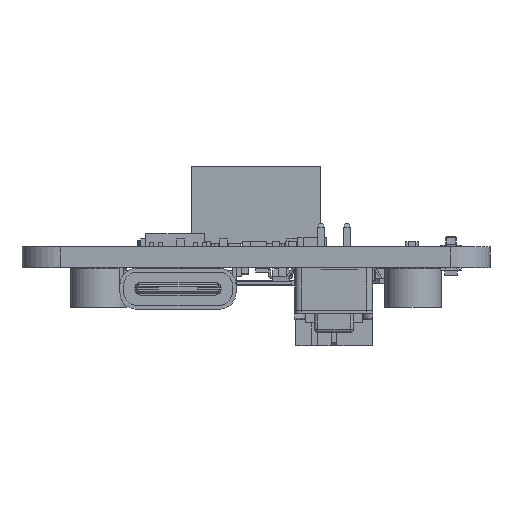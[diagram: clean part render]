
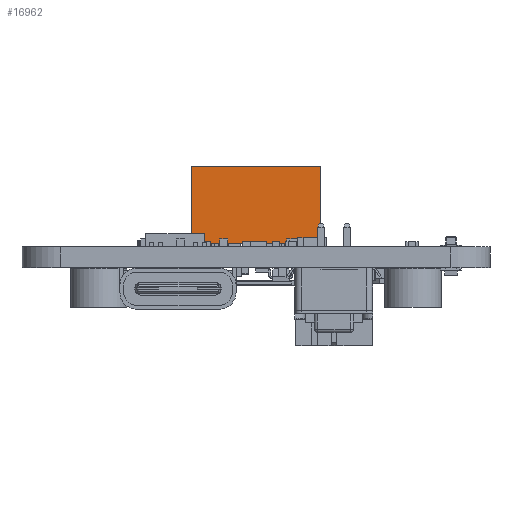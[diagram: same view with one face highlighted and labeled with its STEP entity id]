
A CAD part, left-side view. The second image highlights one B-rep face of the part: STEP entity #16962.
In plain terms, the highlighted planar face has unit normal (-1, 0, 0).
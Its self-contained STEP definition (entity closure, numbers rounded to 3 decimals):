
#16937 = VERTEX_POINT('',#16938);
#16938 = CARTESIAN_POINT('',(42.901,13.001,
    6.18));
#16944 = EDGE_CURVE('',#16945,#16937,#16947,.T.);
#16945 = VERTEX_POINT('',#16946);
#16946 = CARTESIAN_POINT('',(42.901,13.001,
    0.254));
#16947 = LINE('',#16948,#16949);
#16948 = CARTESIAN_POINT('',(42.901,13.001,
    0.254));
#16949 = VECTOR('',#16950,1.);
#16950 = DIRECTION('',(0.,0.,1.));
#16962 = ADVANCED_FACE('',(#16963),#16988,.T.);
#16963 = FACE_BOUND('',#16964,.T.);
#16964 = EDGE_LOOP('',(#16965,#16966,#16974,#16982));
#16965 = ORIENTED_EDGE('',*,*,#16944,.T.);
#16966 = ORIENTED_EDGE('',*,*,#16967,.T.);
#16967 = EDGE_CURVE('',#16937,#16968,#16970,.T.);
#16968 = VERTEX_POINT('',#16969);
#16969 = CARTESIAN_POINT('',(42.901,22.999,
    6.18));
#16970 = LINE('',#16971,#16972);
#16971 = CARTESIAN_POINT('',(42.901,13.001,
    6.18));
#16972 = VECTOR('',#16973,1.);
#16973 = DIRECTION('',(0.,1.,0.));
#16974 = ORIENTED_EDGE('',*,*,#16975,.F.);
#16975 = EDGE_CURVE('',#16976,#16968,#16978,.T.);
#16976 = VERTEX_POINT('',#16977);
#16977 = CARTESIAN_POINT('',(42.901,22.999,
    0.254));
#16978 = LINE('',#16979,#16980);
#16979 = CARTESIAN_POINT('',(42.901,22.999,
    0.254));
#16980 = VECTOR('',#16981,1.);
#16981 = DIRECTION('',(0.,0.,1.));
#16982 = ORIENTED_EDGE('',*,*,#16983,.F.);
#16983 = EDGE_CURVE('',#16945,#16976,#16984,.T.);
#16984 = LINE('',#16985,#16986);
#16985 = CARTESIAN_POINT('',(42.901,13.001,
    0.254));
#16986 = VECTOR('',#16987,1.);
#16987 = DIRECTION('',(0.,1.,0.));
#16988 = PLANE('',#16989);
#16989 = AXIS2_PLACEMENT_3D('',#16990,#16991,#16992);
#16990 = CARTESIAN_POINT('',(42.901,13.001,
    0.254));
#16991 = DIRECTION('',(-1.,0.,0.));
#16992 = DIRECTION('',(0.,1.,0.));
